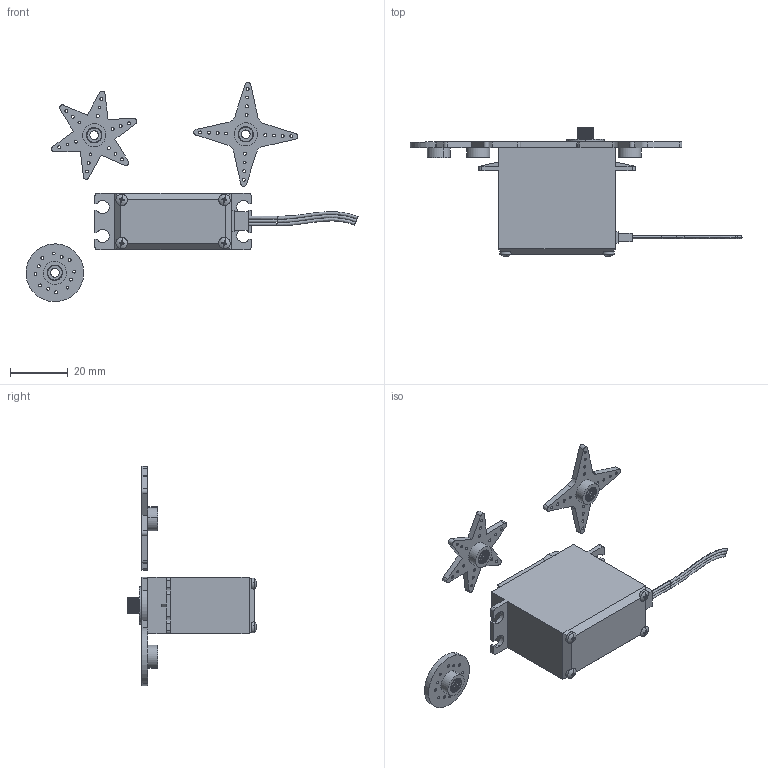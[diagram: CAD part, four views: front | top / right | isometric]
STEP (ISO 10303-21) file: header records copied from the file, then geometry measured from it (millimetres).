
FILE_DESCRIPTION (( 'STEP AP203' ), '1' );
FILE_NAME ('MG996R¶æ»ú.STEP', '2020-11-21T07:32:52', ( '' ), ( '' ), 'SwSTEP 2.0', 'SolidWorks 2017', '' );
FILE_SCHEMA (( 'CONFIG_CONTROL_DESIGN' ));
Length unit declared in the file: millimetre
Products named in the file (6): 嗆儂翋极; 嗆攫1; MG996R嗆儂; GB／T818-2000十字槽盘头螺钉M2×10; 嗆攫3; 嗆攫2
Assembly tree (8 placements, depth 2):
  MG996R嗆儂
    嗆儂翋极
    GB／T818-2000十字槽盘头螺钉M2×10  x4
    嗆攫1
    嗆攫2
    嗆攫3
Bounding box: 114.76 x 44.59 x 75.84 mm (x, y, z)
Volume: 32970.2 mm3; surface area: 11417.1 mm2
Topology: 8 solids, 8 shells, 973 faces, 2663 edges, 1748 vertices
Faces by surface type: cylinder 621, plane 245, bspline 75, cone 16, torus 8, sphere 8
Entity records: 34849 total; most frequent: CARTESIAN_POINT 10363, DIRECTION 5207, ORIENTED_EDGE 4978, EDGE_CURVE 2489, AXIS2_PLACEMENT_3D 2055, VERTEX_POINT 1649, CIRCLE 1230, VECTOR 1097
